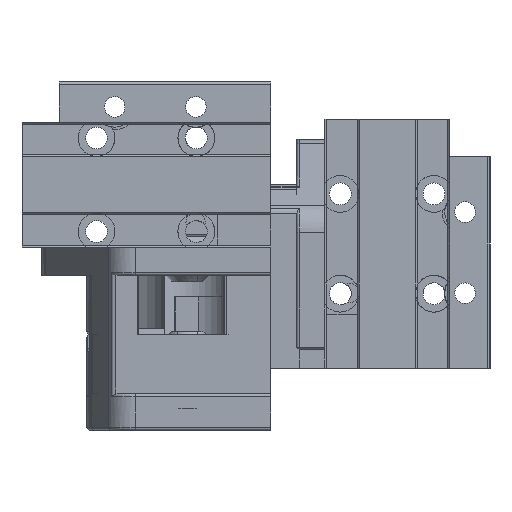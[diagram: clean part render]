
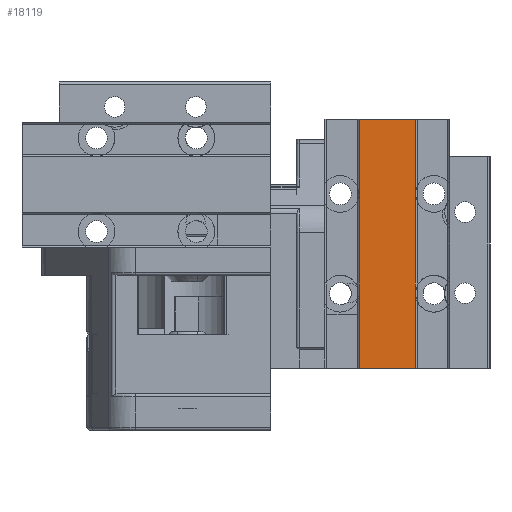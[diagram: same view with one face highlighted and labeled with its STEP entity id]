
A CAD part, left-side view. The second image highlights one B-rep face of the part: STEP entity #18119.
In plain terms, the highlighted planar face has unit normal (-1, 0, 0).
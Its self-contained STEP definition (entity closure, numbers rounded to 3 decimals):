
#861=FACE_OUTER_BOUND('',#1861,.T.);
#1861=EDGE_LOOP('',(#12985,#12986,#12987,#12988));
#3777=LINE('',#27221,#5721);
#3797=LINE('',#27418,#5741);
#3798=LINE('',#27421,#5742);
#3799=LINE('',#27422,#5743);
#5721=VECTOR('',#21628,10.);
#5741=VECTOR('',#21774,10.);
#5742=VECTOR('',#21777,10.);
#5743=VECTOR('',#21778,10.);
#7615=VERTEX_POINT('',#27218);
#7616=VERTEX_POINT('',#27220);
#7662=VERTEX_POINT('',#27416);
#7663=VERTEX_POINT('',#27420);
#9590=EDGE_CURVE('',#7616,#7615,#3777,.T.);
#9661=EDGE_CURVE('',#7662,#7616,#3797,.T.);
#9662=EDGE_CURVE('',#7662,#7663,#3798,.T.);
#9663=EDGE_CURVE('',#7615,#7663,#3799,.T.);
#12985=ORIENTED_EDGE('',*,*,#9662,.F.);
#12986=ORIENTED_EDGE('',*,*,#9661,.T.);
#12987=ORIENTED_EDGE('',*,*,#9590,.T.);
#12988=ORIENTED_EDGE('',*,*,#9663,.T.);
#17386=PLANE('',#19280);
#18119=ADVANCED_FACE('',(#861),#17386,.F.);
#19280=AXIS2_PLACEMENT_3D('',#27419,#21775,#21776);
#21628=DIRECTION('',(0.,1.,0.));
#21774=DIRECTION('',(0.,0.,1.));
#21775=DIRECTION('center_axis',(1.,0.,0.));
#21776=DIRECTION('ref_axis',(0.,-1.,0.));
#21777=DIRECTION('',(0.,1.,0.));
#21778=DIRECTION('',(0.,0.,-1.));
#27218=CARTESIAN_POINT('',(16.366,50.348,39.515));
#27220=CARTESIAN_POINT('',(16.366,41.348,39.515));
#27221=CARTESIAN_POINT('',(16.366,46.265,39.515));
#27416=CARTESIAN_POINT('',(16.366,41.348,-0.4));
#27418=CARTESIAN_POINT('',(16.366,41.348,39.765));
#27419=CARTESIAN_POINT('Origin',(16.366,44.423,42.265));
#27420=CARTESIAN_POINT('',(16.366,50.348,-0.4));
#27421=CARTESIAN_POINT('',(16.366,43.513,-0.4));
#27422=CARTESIAN_POINT('',(16.366,50.348,5.277));
